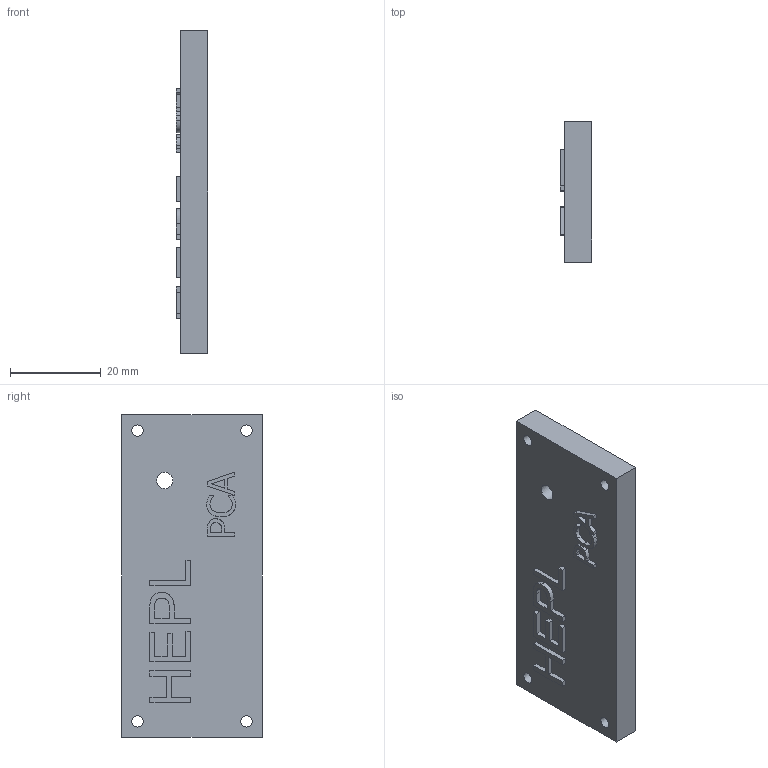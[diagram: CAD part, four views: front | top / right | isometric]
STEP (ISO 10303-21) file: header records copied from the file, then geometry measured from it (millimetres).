
FILE_DESCRIPTION(/* description */ (''),/* implementation_level */ '2;1');
FILE_NAME(/* name */ 'wb_box2_lid1.stp',/* time_stamp */ '2022-08-30T12:23:32+02:00',/* author */ ('PCA'),/* organization */ (''),/* preprocessor_version */ 'ST-DEVELOPER v19',/* originating_system */ 'Autodesk Inventor 2023',/* authorisation */ '');
FILE_SCHEMA (('AUTOMOTIVE_DESIGN { 1 0 10303 214 3 1 1 }'));
Length unit declared in the file: millimetre
Products named in the file (1): wb_box2_lid1
Bounding box: 7 x 31 x 71 mm (x, y, z)
Volume: 7749.2 mm3; surface area: 6532.6 mm2
Topology: 1 solids, 1 shells, 121 faces, 324 edges, 216 vertices
Faces by surface type: plane 82, bspline 30, cylinder 9
Full cylindrical faces by diameter (mm): 2.5 x4, 3.6 x1
Entity records: 3955 total; most frequent: CARTESIAN_POINT 1048, ORIENTED_EDGE 648, DIRECTION 466, EDGE_CURVE 324, LINE 246, VECTOR 246, VERTEX_POINT 216, EDGE_LOOP 142
